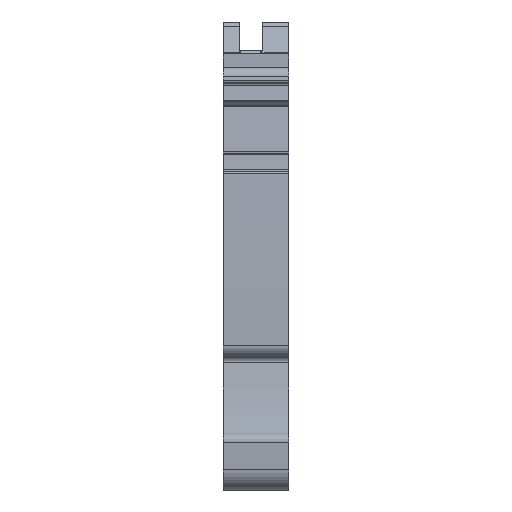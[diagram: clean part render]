
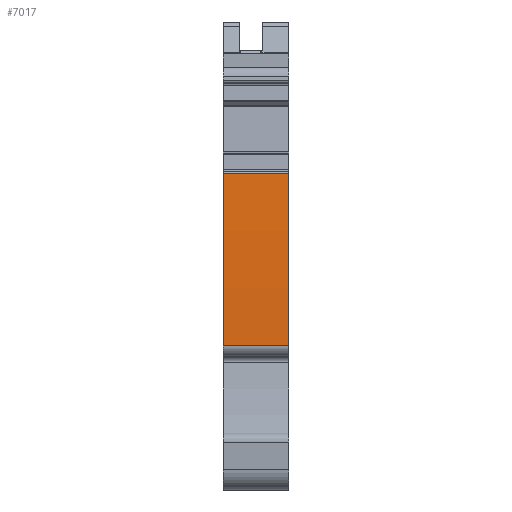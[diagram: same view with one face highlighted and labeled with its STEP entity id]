
A CAD part, front view. The second image highlights one B-rep face of the part: STEP entity #7017.
In plain terms, the highlighted cylindrical face has radius 198.503 mm (diameter 397.006 mm), a partial arc.
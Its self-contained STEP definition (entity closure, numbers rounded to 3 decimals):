
#1000=AXIS2_PLACEMENT_3D('Circle Axis2P3D',#998,#999,$) ;
#1007=AXIS2_PLACEMENT_3D('Circle Axis2P3D',#1005,#1006,$) ;
#4310=AXIS2_PLACEMENT_3D('Circle Axis2P3D',#4308,#4309,$) ;
#4317=AXIS2_PLACEMENT_3D('Circle Axis2P3D',#4315,#4316,$) ;
#6248=AXIS2_PLACEMENT_3D('Cylinder Axis2P3D',#6245,#6246,#6247) ;
#995=CARTESIAN_POINT('Vertex',(6.1,1.929,29.464)) ;
#998=CARTESIAN_POINT('Axis2P3D Location',(6.1,200.008,16.501)) ;
#1002=CARTESIAN_POINT('Vertex',(6.1,1.528,13.45)) ;
#1005=CARTESIAN_POINT('Axis2P3D Location',(6.1,200.457,16.508)) ;
#1009=CARTESIAN_POINT('Vertex',(6.1,1.529,13.435)) ;
#4305=CARTESIAN_POINT('Vertex',(0.,1.529,13.435)) ;
#4308=CARTESIAN_POINT('Axis2P3D Location',(0.,200.457,16.508)) ;
#4312=CARTESIAN_POINT('Vertex',(0.,1.528,13.45)) ;
#4315=CARTESIAN_POINT('Axis2P3D Location',(0.,200.008,16.501)) ;
#4319=CARTESIAN_POINT('Vertex',(0.,1.929,29.464)) ;
#6245=CARTESIAN_POINT('Axis2P3D Location',(3.05,200.008,16.501)) ;
#6992=CARTESIAN_POINT('Line Origine',(3.05,1.929,29.464)) ;
#7004=CARTESIAN_POINT('Line Origine',(3.05,1.529,13.435)) ;
#999=DIRECTION('Axis2P3D Direction',(1.,0.,0.)) ;
#1006=DIRECTION('Axis2P3D Direction',(1.,0.,0.)) ;
#4309=DIRECTION('Axis2P3D Direction',(1.,0.,0.)) ;
#4316=DIRECTION('Axis2P3D Direction',(1.,0.,0.)) ;
#6246=DIRECTION('Axis2P3D Direction',(1.,0.,0.)) ;
#6247=DIRECTION('Axis2P3D XDirection',(0.,-0.994,0.111)) ;
#6993=DIRECTION('Vector Direction',(1.,0.,0.)) ;
#7005=DIRECTION('Vector Direction',(1.,0.,0.)) ;
#6994=VECTOR('Line Direction',#6993,1.) ;
#7006=VECTOR('Line Direction',#7005,1.) ;
#7010=ORIENTED_EDGE('',*,*,#4321,.T.) ;
#7011=ORIENTED_EDGE('',*,*,#4314,.T.) ;
#7012=ORIENTED_EDGE('',*,*,#7008,.T.) ;
#7013=ORIENTED_EDGE('',*,*,#1011,.F.) ;
#7014=ORIENTED_EDGE('',*,*,#1004,.F.) ;
#7015=ORIENTED_EDGE('',*,*,#6996,.F.) ;
#7017=ADVANCED_FACE('MLD',(#7016),#6249,.T.) ;
#1001=CIRCLE('generated circle',#1000,198.503) ;
#1008=CIRCLE('generated circle',#1007,198.952) ;
#4311=CIRCLE('generated circle',#4310,198.952) ;
#4318=CIRCLE('generated circle',#4317,198.503) ;
#6249=CYLINDRICAL_SURFACE('generated cylinder',#6248,198.503) ;
#1004=EDGE_CURVE('',#996,#1003,#1001,.T.) ;
#1011=EDGE_CURVE('',#1003,#1010,#1008,.T.) ;
#4314=EDGE_CURVE('',#4313,#4306,#4311,.T.) ;
#4321=EDGE_CURVE('',#4320,#4313,#4318,.T.) ;
#6996=EDGE_CURVE('',#4320,#996,#6995,.T.) ;
#7008=EDGE_CURVE('',#4306,#1010,#7007,.T.) ;
#7009=EDGE_LOOP('',(#7010,#7011,#7012,#7013,#7014,#7015)) ;
#7016=FACE_OUTER_BOUND('',#7009,.T.) ;
#6995=LINE('Line',#6992,#6994) ;
#7007=LINE('Line',#7004,#7006) ;
#996=VERTEX_POINT('',#995) ;
#1003=VERTEX_POINT('',#1002) ;
#1010=VERTEX_POINT('',#1009) ;
#4306=VERTEX_POINT('',#4305) ;
#4313=VERTEX_POINT('',#4312) ;
#4320=VERTEX_POINT('',#4319) ;
